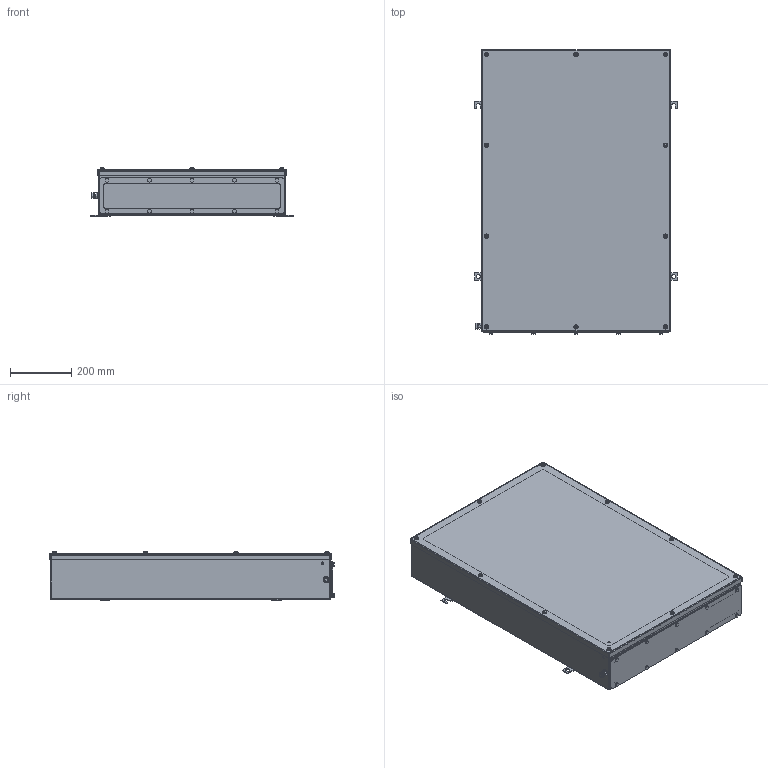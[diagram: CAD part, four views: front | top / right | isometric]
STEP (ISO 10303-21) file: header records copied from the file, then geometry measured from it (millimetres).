
FILE_DESCRIPTION(('CATIA V5 STEP Exchange','CAx-IF Rec.Pracs.--- Model Styling and Organization---1.4--- 2014-01-23'),'2;1');
FILE_NAME ('008700-4_2_1196610000_1196610000.stp','2019-09-25T09:34:50+00:00',('none'),('Weidmueller'),'CATIA Version 5-6 Release 2016 SP3 HF44','CATIA V5 STEP AP214','none');
FILE_SCHEMA(('AUTOMOTIVE_DESIGN { 1 0 10303 214 1 1 1 1 }'));
Length unit declared in the file: millimetre
Products named in the file (1): Product6_AllCATPart
Bounding box: 661 x 927.5 x 158.5 mm (x, y, z)
Volume: 3022600.4 mm3; surface area: 3710727.1 mm2
Topology: 87 solids, 87 shells, 1863 faces, 4290 edges, 2647 vertices
Faces by surface type: cylinder 760, plane 617, cone 406, torus 64, sphere 16
Entity records: 49347 total; most frequent: CARTESIAN_POINT 10137, ORIENTED_EDGE 8432, DIRECTION 6523, EDGE_CURVE 4216, AXIS2_PLACEMENT_3D 3214, VERTEX_POINT 2647, EDGE_LOOP 2147, VECTOR 1994
